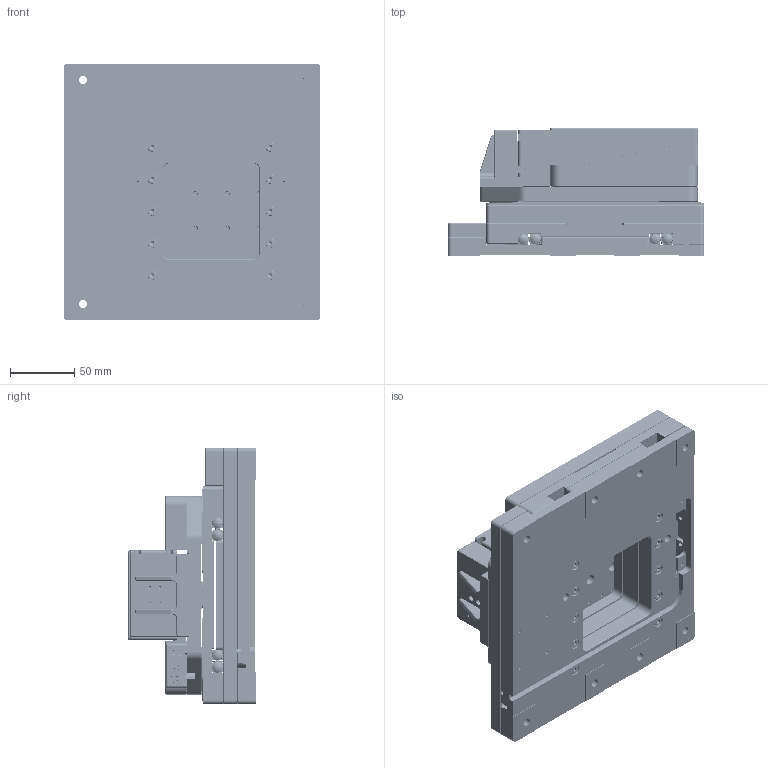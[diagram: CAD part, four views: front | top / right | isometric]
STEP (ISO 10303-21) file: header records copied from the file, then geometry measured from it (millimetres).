
FILE_DESCRIPTION (( 'STEP AP214' ), '1' );
FILE_NAME ('X-Y-Z位移台.STEP', '2018-10-31T02:12:16', ( 'user' ), ( '微软中国' ), 'SwSTEP 2.0', 'SolidWorks 2016', '' );
FILE_SCHEMA (( 'AUTOMOTIVE_DESIGN' ));
Length unit declared in the file: millimetre
Products named in the file (1): X-Y-Z弇痄怢
Bounding box: 200 x 99.79 x 200 mm (x, y, z)
Surface area: 614743.7 mm2 (no closed solid volume)
Topology: 0 solids, 314 shells, 8714 faces, 22315 edges, 14134 vertices
Faces by surface type: plane 4181, cylinder 2506, cone 1722, bspline 305
Entity records: 303296 total; most frequent: CARTESIAN_POINT 94916, ORIENTED_EDGE 43127, DIRECTION 40305, EDGE_CURVE 22019, AXIS2_PLACEMENT_3D 14168, VERTEX_POINT 14134, VECTOR 11969, LINE 11969
